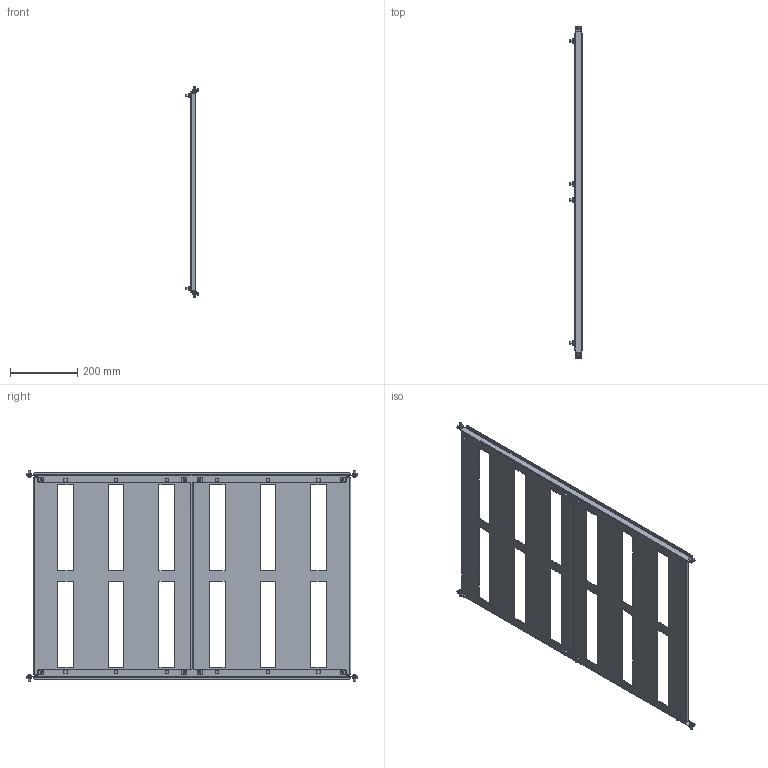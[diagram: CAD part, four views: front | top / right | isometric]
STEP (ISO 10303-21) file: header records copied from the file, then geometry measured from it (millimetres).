
FILE_DESCRIPTION (( 'STEP AP214' ), '1' );
FILE_NAME ('Ôàëüøïàíåëü íà 168 ìîäóëåé äëÿ 100.65.27 Ãðàíèò EKF PROxima.STEP', '2022-06-28T07:27:40', ( '' ), ( '' ), 'SwSTEP 2.0', 'SolidWorks 2021', '' );
FILE_SCHEMA (( 'AUTOMOTIVE_DESIGN' ));
Length unit declared in the file: millimetre
Products named in the file (5): Ãàéêà êóçîâíàÿ Ì6; ﾌﾈ-2456.06.00.001 ﾍ瑜粱 1000; Ôàëüøïàíåëü íà 168 ìîäóëåé äëÿ 100.65.27 Ãðàíèò EKF PROxima; pan head cross recess screw_din_DIN EN ISO 7045 - M6 x 16 - Z - 16N; ÌÈ-2456.07.00.001 Ôàëüøïàíåëü
Assembly tree (28 placements, depth 2):
  Ôàëüøïàíåëü íà 168 ìîäóëåé äëÿ 100.65.27 Ãðàíèò EKF PROxima
    ÌÈ-2456.07.00.001 Ôàëüøïàíåëü  x2
    ﾌﾈ-2456.06.00.001 ﾍ瑜粱 1000  x2
    Ãàéêà êóçîâíàÿ Ì6  x12
    pan head cross recess screw_din_DIN EN ISO 7045 - M6 x 16 - Z - 16N  x12
Bounding box: 36 x 983 x 627 mm (x, y, z)
Volume: 616402.7 mm3; surface area: 1140794.3 mm2
Topology: 28 solids, 28 shells, 1132 faces, 2948 edges, 1860 vertices
Faces by surface type: plane 716, cylinder 256, cone 72, torus 48, sphere 24, bspline 16
Entity records: 7354 total; most frequent: CARTESIAN_POINT 1684, ORIENTED_EDGE 1124, DIRECTION 1072, EDGE_CURVE 562, LINE 434, VECTOR 434, VERTEX_POINT 355, AXIS2_PLACEMENT_3D 319
